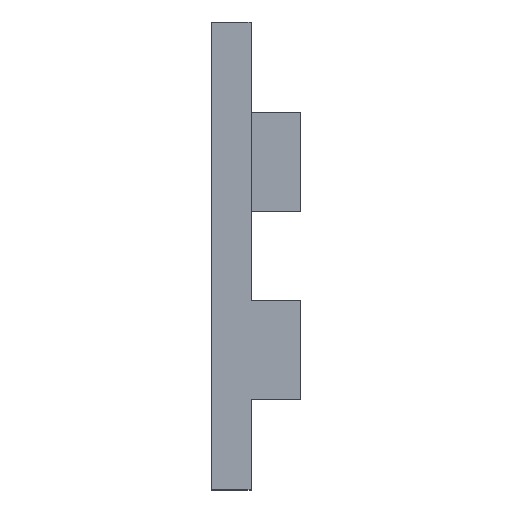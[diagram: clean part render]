
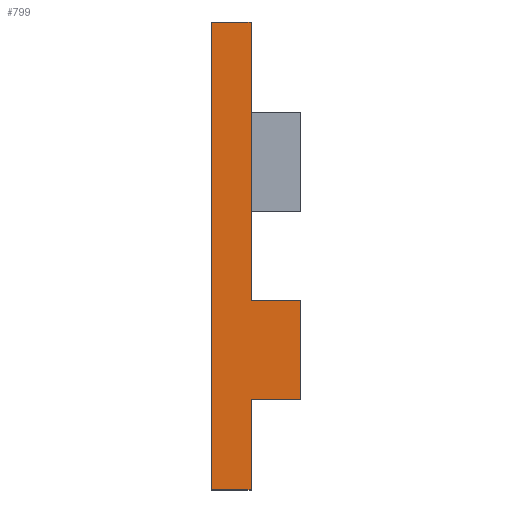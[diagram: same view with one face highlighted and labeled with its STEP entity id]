
A CAD part, left-side view. The second image highlights one B-rep face of the part: STEP entity #799.
In plain terms, the highlighted planar face has unit normal (-1, 0, 0).
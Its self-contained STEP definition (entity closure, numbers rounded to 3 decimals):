
#7 = DIRECTION ( 'NONE',  ( 0., 0., 1. ) ) ;
#15 = CARTESIAN_POINT ( 'NONE',  ( -33., 0., -23.6 ) ) ;
#61 = ORIENTED_EDGE ( 'NONE', *, *, #862, .T. ) ;
#70 = VECTOR ( 'NONE', #1088, 1000. ) ;
#100 = CARTESIAN_POINT ( 'NONE',  ( -33., -5., -4.5 ) ) ;
#102 = VERTEX_POINT ( 'NONE', #1148 ) ;
#123 = CARTESIAN_POINT ( 'NONE',  ( -33., 4., 23.6 ) ) ;
#124 = CARTESIAN_POINT ( 'NONE',  ( -33., 4., -23.6 ) ) ;
#133 = DIRECTION ( 'NONE',  ( 0., 0., 1. ) ) ;
#152 = AXIS2_PLACEMENT_3D ( 'NONE', #1166, #573, #972 ) ;
#156 = DIRECTION ( 'NONE',  ( 0., 0., 1. ) ) ;
#175 = DIRECTION ( 'NONE',  ( 0., 0., 1. ) ) ;
#176 = ORIENTED_EDGE ( 'NONE', *, *, #1203, .T. ) ;
#178 = VERTEX_POINT ( 'NONE', #647 ) ;
#281 = ORIENTED_EDGE ( 'NONE', *, *, #607, .F. ) ;
#304 = PLANE ( 'NONE',  #152 ) ;
#329 = LINE ( 'NONE', #124, #567 ) ;
#339 = EDGE_CURVE ( 'NONE', #178, #420, #329, .T. ) ;
#365 = VECTOR ( 'NONE', #940, 1000. ) ;
#370 = LINE ( 'NONE', #458, #615 ) ;
#384 = ORIENTED_EDGE ( 'NONE', *, *, #1164, .F. ) ;
#414 = ORIENTED_EDGE ( 'NONE', *, *, #1155, .T. ) ;
#420 = VERTEX_POINT ( 'NONE', #15 ) ;
#442 = CARTESIAN_POINT ( 'NONE',  ( -33., 0., 23.6 ) ) ;
#452 = VECTOR ( 'NONE', #1133, 1000. ) ;
#458 = CARTESIAN_POINT ( 'NONE',  ( -33., 0., 0. ) ) ;
#487 = CARTESIAN_POINT ( 'NONE',  ( -33., 4., 0. ) ) ;
#500 = LINE ( 'NONE', #100, #70 ) ;
#509 = VERTEX_POINT ( 'NONE', #123 ) ;
#561 = ORIENTED_EDGE ( 'NONE', *, *, #1245, .F. ) ;
#562 = CARTESIAN_POINT ( 'NONE',  ( -33., -5., -4.5 ) ) ;
#567 = VECTOR ( 'NONE', #1101, 1000. ) ;
#572 = VERTEX_POINT ( 'NONE', #732 ) ;
#573 = DIRECTION ( 'NONE',  ( 1., 0., 0. ) ) ;
#579 = VERTEX_POINT ( 'NONE', #442 ) ;
#589 = LINE ( 'NONE', #487, #604 ) ;
#601 = LINE ( 'NONE', #720, #866 ) ;
#604 = VECTOR ( 'NONE', #7, 1000. ) ;
#607 = EDGE_CURVE ( 'NONE', #1096, #572, #1227, .T. ) ;
#608 = EDGE_CURVE ( 'NONE', #420, #572, #930, .T. ) ;
#615 = VECTOR ( 'NONE', #175, 1000. ) ;
#647 = CARTESIAN_POINT ( 'NONE',  ( -33., 4., -23.6 ) ) ;
#711 = ORIENTED_EDGE ( 'NONE', *, *, #608, .T. ) ;
#720 = CARTESIAN_POINT ( 'NONE',  ( -33., -5., 0. ) ) ;
#732 = CARTESIAN_POINT ( 'NONE',  ( -33., 0., -14.5 ) ) ;
#753 = LINE ( 'NONE', #764, #452 ) ;
#764 = CARTESIAN_POINT ( 'NONE',  ( -33., 4., 23.6 ) ) ;
#799 = ADVANCED_FACE ( 'NONE', ( #878 ), #304, .F. ) ;
#814 = VECTOR ( 'NONE', #156, 1000. ) ;
#856 = CARTESIAN_POINT ( 'NONE',  ( -33., -5., -14.5 ) ) ;
#862 = EDGE_CURVE ( 'NONE', #1096, #1169, #601, .T. ) ;
#866 = VECTOR ( 'NONE', #133, 1000. ) ;
#878 = FACE_OUTER_BOUND ( 'NONE', #1138, .T. ) ;
#930 = LINE ( 'NONE', #1234, #814 ) ;
#940 = DIRECTION ( 'NONE',  ( 0., 1., 0. ) ) ;
#972 = DIRECTION ( 'NONE',  ( 0., 0., -1. ) ) ;
#1088 = DIRECTION ( 'NONE',  ( 0., 1., 0. ) ) ;
#1096 = VERTEX_POINT ( 'NONE', #856 ) ;
#1101 = DIRECTION ( 'NONE',  ( 0., -1., 0. ) ) ;
#1133 = DIRECTION ( 'NONE',  ( 0., -1., 0. ) ) ;
#1134 = CARTESIAN_POINT ( 'NONE',  ( -33., -5., -14.5 ) ) ;
#1138 = EDGE_LOOP ( 'NONE', ( #711, #281, #61, #176, #414, #384, #561, #1187 ) ) ;
#1148 = CARTESIAN_POINT ( 'NONE',  ( -33., 0., -4.5 ) ) ;
#1155 = EDGE_CURVE ( 'NONE', #102, #579, #370, .T. ) ;
#1164 = EDGE_CURVE ( 'NONE', #509, #579, #753, .T. ) ;
#1166 = CARTESIAN_POINT ( 'NONE',  ( -33., 4., 0. ) ) ;
#1169 = VERTEX_POINT ( 'NONE', #562 ) ;
#1187 = ORIENTED_EDGE ( 'NONE', *, *, #339, .T. ) ;
#1203 = EDGE_CURVE ( 'NONE', #1169, #102, #500, .T. ) ;
#1227 = LINE ( 'NONE', #1134, #365 ) ;
#1234 = CARTESIAN_POINT ( 'NONE',  ( -33., 0., 0. ) ) ;
#1245 = EDGE_CURVE ( 'NONE', #178, #509, #589, .T. ) ;
